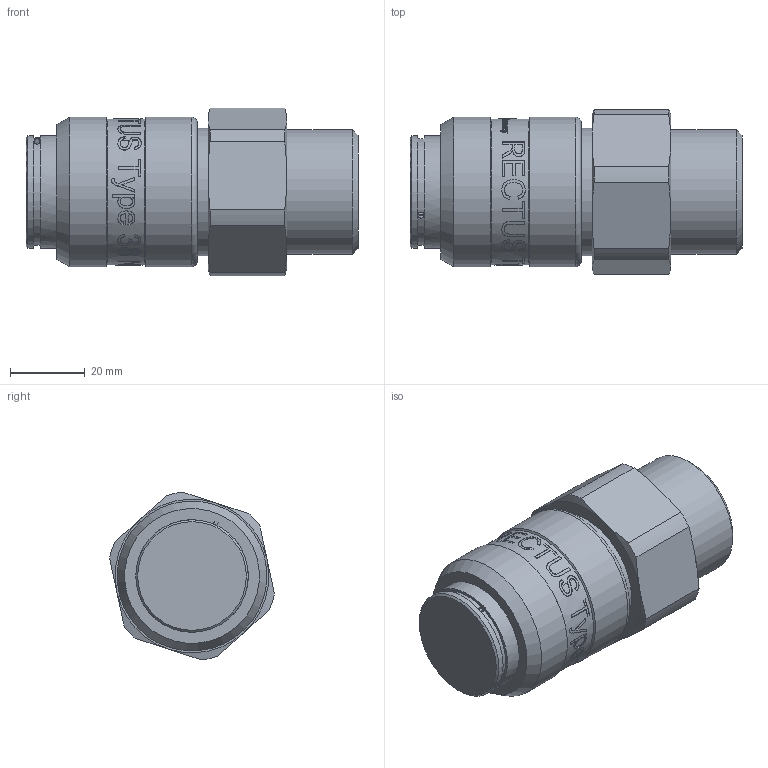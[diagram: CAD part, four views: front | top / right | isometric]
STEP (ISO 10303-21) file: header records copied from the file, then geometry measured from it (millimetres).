
FILE_DESCRIPTION((''),'2;1');
FILE_NAME('38kbaw33mpn.stp','2014-08-04T08:44:05',('IA176480'),(''),'Autodesk Inventor 2013','Autodesk Inventor 2013','');
FILE_SCHEMA(('AUTOMOTIVE_DESIGN { 1 0 10303 214 1 1 1 1 }'));
Length unit declared in the file: millimetre
Products named in the file (1): D111277
Bounding box: 88.55 x 43.97 x 44.72 mm (x, y, z)
Volume: 97252.7 mm3; surface area: 24366.3 mm2
Topology: 2 solids, 4 shells, 521 faces, 1384 edges, 915 vertices
Faces by surface type: bspline 230, plane 186, cylinder 76, cone 27, torus 2
Full cylindrical faces by diameter (mm): 25.441 x1, 25.55 x1, 28.5 x2, 28.95 x1, 30 x3, 30.75 x1, 33.249 x1, 34 x1, 34.45 x1, 34.6 x1, 39 x1, 40 x2
Entity records: 72214 total; most frequent: CARTESIAN_POINT 60851, ORIENTED_EDGE 2662, DIRECTION 1405, EDGE_CURVE 1331, VERTEX_POINT 897, B_SPLINE_CURVE_WITH_KNOTS 652, EDGE_LOOP 602, FACE_OUTER_BOUND 519
